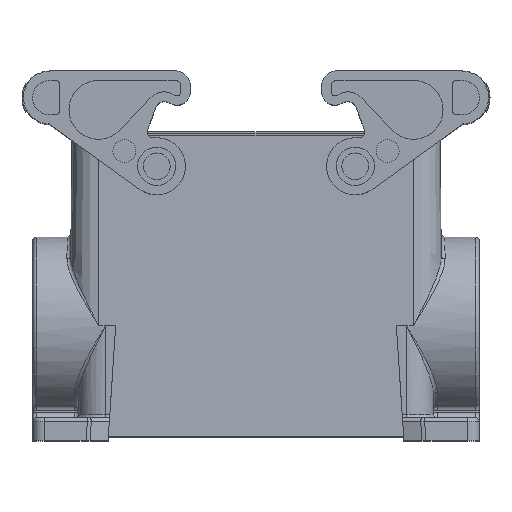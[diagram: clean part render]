
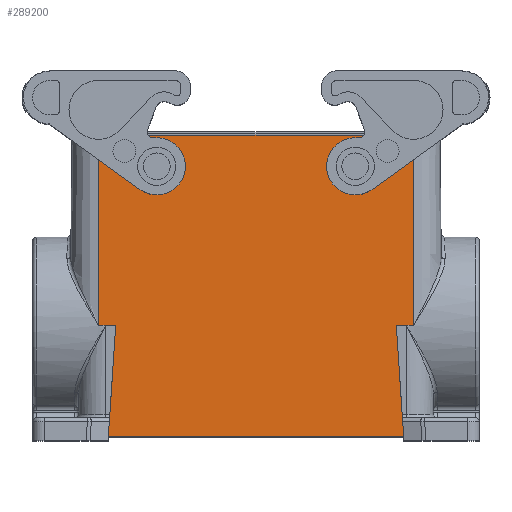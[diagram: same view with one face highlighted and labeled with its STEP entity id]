
A CAD part, top view. The second image highlights one B-rep face of the part: STEP entity #289200.
In plain terms, the highlighted planar face has unit normal (0, 0.009, 1).
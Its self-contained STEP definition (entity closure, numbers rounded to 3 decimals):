
#1650=CARTESIAN_POINT('',(-57.247,23.6,23.));
#1660=VERTEX_POINT('',#1650);
#2180=CARTESIAN_POINT('',(25.253,23.6,23.));
#2190=VERTEX_POINT('',#2180);
#2220=CARTESIAN_POINT('',(0.,23.6,23.));
#2230=DIRECTION('',(1.,0.,0.));
#2240=VECTOR('',#2230,1.);
#2250=LINE('',#2220,#2240);
#2260=EDGE_CURVE('',#1660,#2190,#2250,.T.);
#49010=CARTESIAN_POINT('',(-55.497,-26.195,
23.435));
#49020=VERTEX_POINT('',#49010);
#49050=CARTESIAN_POINT('',(-5.493,-26.195,
23.435));
#49060=DIRECTION('',(1.,0.,0.));
#49070=VECTOR('',#49060,1.);
#49080=LINE('',#49050,#49070);
#49090=CARTESIAN_POINT('',(-52.754,-26.195,
23.435));
#49100=VERTEX_POINT('',#49090);
#49110=EDGE_CURVE('',#49020,#49100,#49080,.T.);
#49290=CARTESIAN_POINT('',(-57.247,23.6,23.));
#49300=DIRECTION('',(0.,-1.,
0.009));
#49310=VECTOR('',#49300,802.151);
#49320=LINE('',#49290,#49310);
#49330=CARTESIAN_POINT('',(-57.247,-26.195,
23.435));
#49340=VERTEX_POINT('',#49330);
#49350=EDGE_CURVE('',#1660,#49340,#49320,.T.);
#51260=CARTESIAN_POINT('',(-54.329,-50.01,
23.642));
#51270=VERTEX_POINT('',#51260);
#61710=CARTESIAN_POINT('',(-51.022,0.,23.206));
#61720=DIRECTION('',(0.066,0.998,
-0.009));
#61730=VECTOR('',#61720,1.);
#61740=LINE('',#61710,#61730);
#61750=CARTESIAN_POINT('',(-54.686,-55.4,23.689
));
#61760=VERTEX_POINT('',#61750);
#61770=EDGE_CURVE('',#61760,#51270,#61740,.T.);
#71030=CARTESIAN_POINT('',(-51.022,0.002,
23.206));
#71040=DIRECTION('',(0.066,0.998,
-0.009));
#71050=VECTOR('',#71040,1.);
#71060=LINE('',#71030,#71050);
#71070=EDGE_CURVE('',#51270,#49100,#71060,.T.);
#106070=CARTESIAN_POINT('',(20.761,-26.195,
23.435));
#106080=VERTEX_POINT('',#106070);
#106110=CARTESIAN_POINT('',(-26.5,-26.195,23.435));
#106120=DIRECTION('',(-1.,0.,0.));
#106130=VECTOR('',#106120,1.);
#106140=LINE('',#106110,#106130);
#106150=CARTESIAN_POINT('',(23.503,-26.195,
23.435));
#106160=VERTEX_POINT('',#106150);
#106170=EDGE_CURVE('',#106160,#106080,#106140,.T.);
#106570=CARTESIAN_POINT('',(25.253,23.6,23.));
#106580=DIRECTION('',(0.,-1.,
0.009));
#106590=VECTOR('',#106580,802.151);
#106600=LINE('',#106570,#106590);
#106610=CARTESIAN_POINT('',(25.253,-26.195,
23.435));
#106620=VERTEX_POINT('',#106610);
#106630=EDGE_CURVE('',#2190,#106620,#106600,.T.);
#128130=CARTESIAN_POINT('',(22.693,-55.4,23.689))
;
#128140=VERTEX_POINT('',#128130);
#128170=CARTESIAN_POINT('',(19.029,0.,23.206));
#128180=DIRECTION('',(-0.066,0.998,
-0.009));
#128190=VECTOR('',#128180,1.);
#128200=LINE('',#128170,#128190);
#128210=CARTESIAN_POINT('',(22.336,-50.01,
23.642));
#128220=VERTEX_POINT('',#128210);
#128230=EDGE_CURVE('',#128140,#128220,#128200,.T.);
#139770=CARTESIAN_POINT('',(0.,-55.4,23.689));
#139780=DIRECTION('',(1.,0.,0.));
#139790=VECTOR('',#139780,1.);
#139800=LINE('',#139770,#139790);
#139810=EDGE_CURVE('',#61760,#128140,#139800,.T.);
#161990=CARTESIAN_POINT('',(19.029,0.002,
23.206));
#162000=DIRECTION('',(-0.066,0.998,
-0.009));
#162010=VECTOR('',#162000,1.);
#162020=LINE('',#161990,#162010);
#162030=EDGE_CURVE('',#128220,#106080,#162020,.T.);
#171280=CARTESIAN_POINT('',(-67.054,-26.195,
23.435));
#171290=DIRECTION('',(-1.,0.,0.));
#171300=VECTOR('',#171290,1.);
#171310=LINE('',#171280,#171300);
#171320=EDGE_CURVE('',#49020,#49340,#171310,.T.);
#179910=CARTESIAN_POINT('',(35.061,-26.195,
23.435));
#179920=DIRECTION('',(1.,0.,0.));
#179930=VECTOR('',#179920,1.);
#179940=LINE('',#179910,#179930);
#179950=EDGE_CURVE('',#106160,#106620,#179940,.T.);
#193830=CARTESIAN_POINT('',(-45.497,15.5,23.071)
);
#193840=VERTEX_POINT('',#193830);
#194000=CARTESIAN_POINT('',(-38.497,15.5,23.071)
);
#194010=VERTEX_POINT('',#194000);
#194040=CARTESIAN_POINT('',(-41.997,15.5,23.071)
);
#194050=DIRECTION('',(0.,0.009,
1.));
#194060=DIRECTION('',(0.,1.,
-0.009));
#194070=AXIS2_PLACEMENT_3D('',#194040,#194050,#194060);
#194080=ELLIPSE('',#194070,3.5,3.5);
#194090=EDGE_CURVE('',#193840,#194010,#194080,.T.);
#287100=CARTESIAN_POINT('',(6.503,15.5,23.071));
#287110=VERTEX_POINT('',#287100);
#287140=CARTESIAN_POINT('',(10.003,15.5,23.071))
;
#287150=DIRECTION('',(0.,0.009,
1.));
#287160=DIRECTION('',(0.,1.,
-0.009));
#287170=AXIS2_PLACEMENT_3D('',#287140,#287150,#287160);
#287180=ELLIPSE('',#287170,3.5,3.5);
#287190=CARTESIAN_POINT('',(13.503,15.5,23.071))
;
#287200=VERTEX_POINT('',#287190);
#287210=EDGE_CURVE('',#287200,#287110,#287180,.T.);
#288910=CARTESIAN_POINT('',(-74.247,1.601,
23.192));
#288920=DIRECTION('',(0.,0.009,
1.));
#288930=DIRECTION('',(1.,0.,0.));
#288940=AXIS2_PLACEMENT_3D('',#288910,#288920,#288930);
#288950=PLANE('',#288940);
#288960=EDGE_CURVE('',#194010,#193840,#194080,.T.);
#288970=ORIENTED_EDGE('',*,*,#288960,.F.);
#288980=ORIENTED_EDGE('',*,*,#194090,.F.);
#288990=EDGE_LOOP('',(#288980,#288970));
#289000=FACE_BOUND('',#288990,.T.);
#289010=ORIENTED_EDGE('',*,*,#287210,.F.);
#289020=EDGE_CURVE('',#287110,#287200,#287180,.T.);
#289030=ORIENTED_EDGE('',*,*,#289020,.F.);
#289040=EDGE_LOOP('',(#289030,#289010));
#289050=FACE_BOUND('',#289040,.T.);
#289060=ORIENTED_EDGE('',*,*,#61770,.F.);
#289070=ORIENTED_EDGE('',*,*,#71070,.F.);
#289080=ORIENTED_EDGE('',*,*,#49110,.T.);
#289090=ORIENTED_EDGE('',*,*,#171320,.F.);
#289100=ORIENTED_EDGE('',*,*,#49350,.T.);
#289110=ORIENTED_EDGE('',*,*,#2260,.F.);
#289120=ORIENTED_EDGE('',*,*,#106630,.F.);
#289130=ORIENTED_EDGE('',*,*,#179950,.T.);
#289140=ORIENTED_EDGE('',*,*,#106170,.F.);
#289150=ORIENTED_EDGE('',*,*,#162030,.T.);
#289160=ORIENTED_EDGE('',*,*,#128230,.T.);
#289170=ORIENTED_EDGE('',*,*,#139810,.T.);
#289180=EDGE_LOOP('',(#289170,#289160,#289150,#289140,#289130,#289120,
#289110,#289100,#289090,#289080,#289070,#289060));
#289190=FACE_OUTER_BOUND('',#289180,.T.);
#289200=ADVANCED_FACE('',(#289000,#289050,#289190),#288950,.T.);
